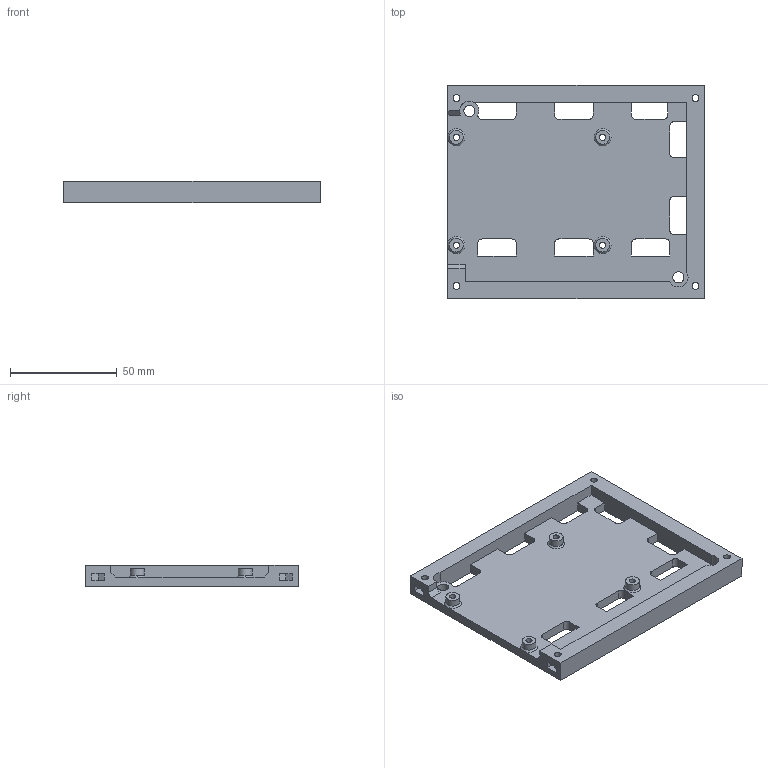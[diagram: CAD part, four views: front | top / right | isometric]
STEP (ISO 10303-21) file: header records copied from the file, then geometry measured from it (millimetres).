
FILE_DESCRIPTION(/* description */ (''),/* implementation_level */ '2;1');
FILE_NAME(/* name */ 'BasePlate_Platypus.step',/* time_stamp */ '2019-09-30T17:22:11-04:00',/* author */ (''),/* organization */ (''),/* preprocessor_version */ 'ST-DEVELOPER v18',/* originating_system */ 'Autodesk Translation Framework v8.6.0.1094',/* authorisation */ '');
FILE_SCHEMA (('AUTOMOTIVE_DESIGN { 1 0 10303 214 3 1 1 }'));
Length unit declared in the file: millimetre
Products named in the file (1): BasePlate_Platypus
Bounding box: 120 x 100 x 10 mm (x, y, z)
Volume: 62972.6 mm3; surface area: 30537.2 mm2
Topology: 1 solids, 1 shells, 154 faces, 444 edges, 289 vertices
Faces by surface type: plane 113, cylinder 37, cone 4
Full cylindrical faces by diameter (mm): 2.88 x4, 3.2 x8, 5.2 x2, 6.5 x4
Entity records: 5128 total; most frequent: CARTESIAN_POINT 896, ORIENTED_EDGE 888, DIRECTION 841, EDGE_CURVE 444, LINE 349, VECTOR 349, VERTEX_POINT 289, AXIS2_PLACEMENT_3D 246
